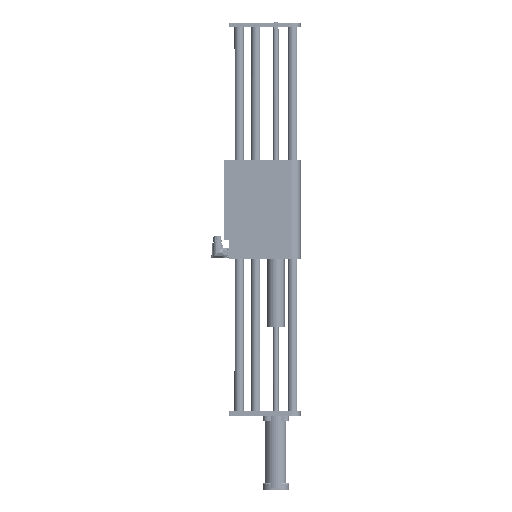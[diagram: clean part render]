
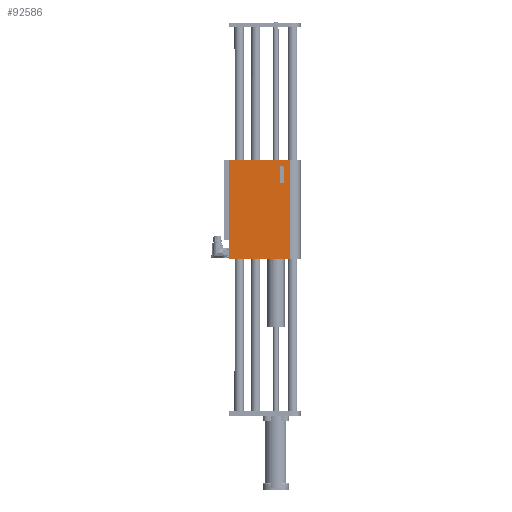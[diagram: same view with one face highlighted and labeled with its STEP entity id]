
A CAD part, left-side view. The second image highlights one B-rep face of the part: STEP entity #92586.
In plain terms, the highlighted planar face has unit normal (-1, 0, 0).
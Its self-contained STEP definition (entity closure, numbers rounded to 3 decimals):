
#2145 = EDGE_CURVE ( 'NONE', #9832, #114199, #66344, .T. ) ;
#4559 = CARTESIAN_POINT ( 'NONE',  ( -22.5, -58.906, 89.091 ) ) ;
#9186 = VECTOR ( 'NONE', #22998, 1000. ) ;
#9832 = VERTEX_POINT ( 'NONE', #133384 ) ;
#10095 = EDGE_CURVE ( 'NONE', #27405, #12119, #38457, .T. ) ;
#12119 = VERTEX_POINT ( 'NONE', #129558 ) ;
#14167 = CARTESIAN_POINT ( 'NONE',  ( -22.5, 55.5, -103. ) ) ;
#14715 = PLANE ( 'NONE',  #49801 ) ;
#20599 = DIRECTION ( 'NONE',  ( 0., 0., -1. ) ) ;
#22095 = VECTOR ( 'NONE', #125949, 1000. ) ;
#22998 = DIRECTION ( 'NONE',  ( 0., 0.978, 0.208 ) ) ;
#26699 = CARTESIAN_POINT ( 'NONE',  ( -22.5, 57., -103. ) ) ;
#27405 = VERTEX_POINT ( 'NONE', #14167 ) ;
#31052 = EDGE_CURVE ( 'NONE', #37415, #139672, #51669, .T. ) ;
#35995 = CARTESIAN_POINT ( 'NONE',  ( -22.5, -71.5, 103. ) ) ;
#37415 = VERTEX_POINT ( 'NONE', #4559 ) ;
#38457 = LINE ( 'NONE', #26699, #60385 ) ;
#39432 = ORIENTED_EDGE ( 'NONE', *, *, #10095, .T. ) ;
#40143 = ORIENTED_EDGE ( 'NONE', *, *, #154129, .T. ) ;
#41288 = VECTOR ( 'NONE', #55437, 1000. ) ;
#42120 = VECTOR ( 'NONE', #20599, 1000. ) ;
#47203 = ORIENTED_EDGE ( 'NONE', *, *, #2145, .F. ) ;
#47593 = FACE_OUTER_BOUND ( 'NONE', #48310, .T. ) ;
#48310 = EDGE_LOOP ( 'NONE', ( #47203, #40143, #39432, #117906 ) ) ;
#49801 = AXIS2_PLACEMENT_3D ( 'NONE', #95386, #49874, #145370 ) ;
#49874 = DIRECTION ( 'NONE',  ( -1., 0., 0. ) ) ;
#51669 = LINE ( 'NONE', #99457, #69795 ) ;
#52688 = ORIENTED_EDGE ( 'NONE', *, *, #102226, .T. ) ;
#53926 = CARTESIAN_POINT ( 'NONE',  ( -22.5, 57., 103. ) ) ;
#55437 = DIRECTION ( 'NONE',  ( 0., 0., 1. ) ) ;
#57250 = ORIENTED_EDGE ( 'NONE', *, *, #88967, .T. ) ;
#58731 = EDGE_CURVE ( 'NONE', #58926, #37415, #149452, .T. ) ;
#58926 = VERTEX_POINT ( 'NONE', #135234 ) ;
#60385 = VECTOR ( 'NONE', #122219, 1000. ) ;
#66344 = LINE ( 'NONE', #53926, #22095 ) ;
#69795 = VECTOR ( 'NONE', #147151, 1000. ) ;
#71749 = EDGE_LOOP ( 'NONE', ( #134288, #130269, #52688, #57250 ) ) ;
#72398 = EDGE_CURVE ( 'NONE', #12119, #114199, #141897, .T. ) ;
#78187 = CARTESIAN_POINT ( 'NONE',  ( -22.5, -49.922, 0. ) ) ;
#82937 = CARTESIAN_POINT ( 'NONE',  ( -22.5, -49.922, 56.212 ) ) ;
#88967 = EDGE_CURVE ( 'NONE', #136862, #58926, #111883, .T. ) ;
#90010 = CARTESIAN_POINT ( 'NONE',  ( -22.5, -20.701, 97.226 ) ) ;
#91785 = CARTESIAN_POINT ( 'NONE',  ( -22.5, -58.906, 54.3 ) ) ;
#92586 = ADVANCED_FACE ( 'NONE', ( #47593, #144620 ), #14715, .T. ) ;
#95386 = CARTESIAN_POINT ( 'NONE',  ( -22.5, 57., -103. ) ) ;
#96487 = CARTESIAN_POINT ( 'NONE',  ( -22.5, -71.5, -103. ) ) ;
#99457 = CARTESIAN_POINT ( 'NONE',  ( -22.5, -58.906, 0. ) ) ;
#102226 = EDGE_CURVE ( 'NONE', #139672, #136862, #130213, .T. ) ;
#111883 = LINE ( 'NONE', #78187, #41288 ) ;
#112729 = DIRECTION ( 'NONE',  ( 0., -0.978, -0.208 ) ) ;
#113770 = LINE ( 'NONE', #126262, #42120 ) ;
#114199 = VERTEX_POINT ( 'NONE', #35995 ) ;
#117906 = ORIENTED_EDGE ( 'NONE', *, *, #72398, .T. ) ;
#122219 = DIRECTION ( 'NONE',  ( 0., -1., 0. ) ) ;
#125949 = DIRECTION ( 'NONE',  ( 0., -1., 0. ) ) ;
#126262 = CARTESIAN_POINT ( 'NONE',  ( -22.5, 55.5, -103. ) ) ;
#127156 = VECTOR ( 'NONE', #153600, 1000. ) ;
#128404 = VECTOR ( 'NONE', #112729, 1000. ) ;
#128693 = CARTESIAN_POINT ( 'NONE',  ( -22.5, -13.606, 63.94 ) ) ;
#129558 = CARTESIAN_POINT ( 'NONE',  ( -22.5, -71.5, -103. ) ) ;
#130213 = LINE ( 'NONE', #128693, #9186 ) ;
#130269 = ORIENTED_EDGE ( 'NONE', *, *, #31052, .T. ) ;
#133384 = CARTESIAN_POINT ( 'NONE',  ( -22.5, 55.5, 103. ) ) ;
#134288 = ORIENTED_EDGE ( 'NONE', *, *, #58731, .T. ) ;
#135234 = CARTESIAN_POINT ( 'NONE',  ( -22.5, -49.922, 91.004 ) ) ;
#136862 = VERTEX_POINT ( 'NONE', #82937 ) ;
#139672 = VERTEX_POINT ( 'NONE', #91785 ) ;
#141897 = LINE ( 'NONE', #96487, #127156 ) ;
#144620 = FACE_BOUND ( 'NONE', #71749, .T. ) ;
#145370 = DIRECTION ( 'NONE',  ( 0., -1., 0. ) ) ;
#147151 = DIRECTION ( 'NONE',  ( 0., 0., -1. ) ) ;
#149452 = LINE ( 'NONE', #90010, #128404 ) ;
#153600 = DIRECTION ( 'NONE',  ( 0., 0., 1. ) ) ;
#154129 = EDGE_CURVE ( 'NONE', #9832, #27405, #113770, .T. ) ;
